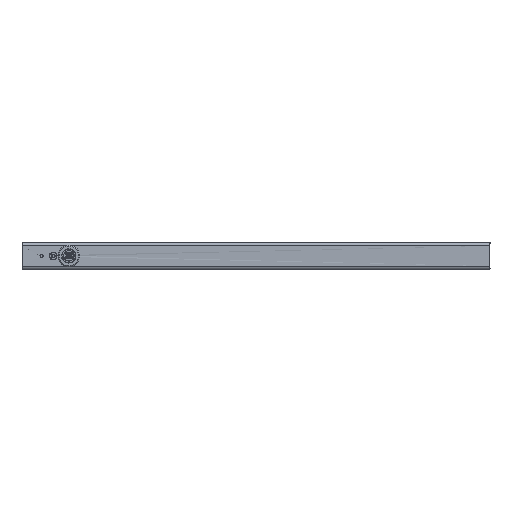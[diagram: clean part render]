
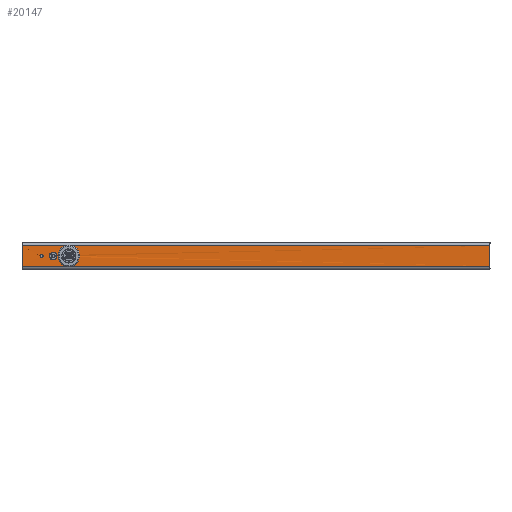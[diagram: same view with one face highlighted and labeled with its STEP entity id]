
A CAD part, top view. The second image highlights one B-rep face of the part: STEP entity #20147.
In plain terms, the highlighted planar face has unit normal (0, 0, 1).
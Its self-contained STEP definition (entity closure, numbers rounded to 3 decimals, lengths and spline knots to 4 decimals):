
#678=FACE_BOUND('',#4765,.T.);
#679=FACE_BOUND('',#4766,.T.);
#680=FACE_BOUND('',#4767,.T.);
#2067=PLANE('',#22290);
#3387=FACE_OUTER_BOUND('',#4764,.T.);
#4764=EDGE_LOOP('',(#17839,#17840,#17841,#17842));
#4765=EDGE_LOOP('',(#17843,#17844));
#4766=EDGE_LOOP('',(#17845,#17846));
#4767=EDGE_LOOP('',(#17847,#17848));
#6362=LINE('',#47854,#7963);
#6364=LINE('',#47859,#7965);
#6365=LINE('',#47864,#7966);
#6366=LINE('',#47866,#7967);
#7963=VECTOR('',#26771,1.);
#7965=VECTOR('',#26777,1.);
#7966=VECTOR('',#26784,1.);
#7967=VECTOR('',#26787,1.);
#8306=CIRCLE('',#22266,0.0079);
#8309=CIRCLE('',#22270,0.0079);
#8310=CIRCLE('',#22272,0.0365);
#8313=CIRCLE('',#22276,0.0365);
#8319=CIRCLE('',#22287,0.0106);
#8321=CIRCLE('',#22291,0.0106);
#9837=VERTEX_POINT('',#47835);
#9838=VERTEX_POINT('',#47836);
#9839=VERTEX_POINT('',#47843);
#9840=VERTEX_POINT('',#47844);
#9841=VERTEX_POINT('',#47851);
#9842=VERTEX_POINT('',#47853);
#9843=VERTEX_POINT('',#47858);
#9844=VERTEX_POINT('',#47862);
#9845=VERTEX_POINT('',#47869);
#9846=VERTEX_POINT('',#47870);
#12497=EDGE_CURVE('',#9837,#9838,#8306,.T.);
#12500=EDGE_CURVE('',#9838,#9837,#8309,.T.);
#12501=EDGE_CURVE('',#9839,#9840,#8310,.T.);
#12504=EDGE_CURVE('',#9840,#9839,#8313,.T.);
#12506=EDGE_CURVE('',#9842,#9841,#6362,.T.);
#12509=EDGE_CURVE('',#9843,#9842,#6364,.T.);
#12512=EDGE_CURVE('',#9843,#9844,#6365,.T.);
#12513=EDGE_CURVE('',#9841,#9844,#6366,.T.);
#12516=EDGE_CURVE('',#9846,#9845,#8319,.T.);
#12518=EDGE_CURVE('',#9845,#9846,#8321,.T.);
#17839=ORIENTED_EDGE('',*,*,#12513,.T.);
#17840=ORIENTED_EDGE('',*,*,#12512,.F.);
#17841=ORIENTED_EDGE('',*,*,#12509,.T.);
#17842=ORIENTED_EDGE('',*,*,#12506,.T.);
#17843=ORIENTED_EDGE('',*,*,#12504,.F.);
#17844=ORIENTED_EDGE('',*,*,#12501,.F.);
#17845=ORIENTED_EDGE('',*,*,#12516,.F.);
#17846=ORIENTED_EDGE('',*,*,#12518,.F.);
#17847=ORIENTED_EDGE('',*,*,#12500,.F.);
#17848=ORIENTED_EDGE('',*,*,#12497,.F.);
#20147=ADVANCED_FACE('',(#3387,#678,#679,#680),#2067,.T.);
#22266=AXIS2_PLACEMENT_3D('',#47837,#26745,#26746);
#22270=AXIS2_PLACEMENT_3D('',#47841,#26753,#26754);
#22272=AXIS2_PLACEMENT_3D('',#47845,#26757,#26758);
#22276=AXIS2_PLACEMENT_3D('',#47849,#26765,#26766);
#22287=AXIS2_PLACEMENT_3D('',#47872,#26793,#26794);
#22290=AXIS2_PLACEMENT_3D('',#47875,#26799,#26800);
#22291=AXIS2_PLACEMENT_3D('',#47876,#26801,#26802);
#26745=DIRECTION('center_axis',(0.,0.,
1.));
#26746=DIRECTION('ref_axis',(-1.,0.,0.));
#26753=DIRECTION('center_axis',(0.,0.,
1.));
#26754=DIRECTION('ref_axis',(-1.,0.,0.));
#26757=DIRECTION('center_axis',(0.,0.,
1.));
#26758=DIRECTION('ref_axis',(-1.,0.,0.));
#26765=DIRECTION('center_axis',(0.,0.,
1.));
#26766=DIRECTION('ref_axis',(-1.,0.,0.));
#26771=DIRECTION('',(1.,0.,0.));
#26777=DIRECTION('',(0.,-1.,0.));
#26784=DIRECTION('',(1.,0.,0.));
#26787=DIRECTION('',(0.,1.,0.));
#26793=DIRECTION('center_axis',(0.,0.,
1.));
#26794=DIRECTION('ref_axis',(-1.,0.,0.));
#26799=DIRECTION('center_axis',(0.,0.,
1.));
#26800=DIRECTION('ref_axis',(0.,1.,0.));
#26801=DIRECTION('center_axis',(0.,0.,
1.));
#26802=DIRECTION('ref_axis',(-1.,0.,0.));
#47835=CARTESIAN_POINT('',(-2.3877,-0.0001,0.0427));
#47836=CARTESIAN_POINT('',(-2.4035,-0.0001,0.0427));
#47837=CARTESIAN_POINT('Origin',(-2.3956,-0.0001,
0.0438));
#47841=CARTESIAN_POINT('Origin',(-2.3956,-0.0001,
0.0438));
#47843=CARTESIAN_POINT('',(-2.2132,-0.0001,0.0427));
#47844=CARTESIAN_POINT('',(-2.2863,-0.0001,0.0427));
#47845=CARTESIAN_POINT('Origin',(-2.2498,-0.0001,
0.0438));
#47849=CARTESIAN_POINT('Origin',(-2.2498,-0.0001,
0.0438));
#47851=CARTESIAN_POINT('',(0.,-0.0541,0.0438));
#47853=CARTESIAN_POINT('',(-2.4998,-0.0541,0.0438));
#47854=CARTESIAN_POINT('',(-2.4998,-0.0541,0.0438));
#47858=CARTESIAN_POINT('',(-2.4998,0.0538,0.0438));
#47859=CARTESIAN_POINT('',(-2.4998,0.0538,0.0438));
#47862=CARTESIAN_POINT('',(0.,0.0538,0.0438));
#47864=CARTESIAN_POINT('',(-2.4998,0.0538,0.0438));
#47866=CARTESIAN_POINT('',(0.,-0.0541,0.0438));
#47869=CARTESIAN_POINT('',(-2.3225,-0.0001,0.0427));
#47870=CARTESIAN_POINT('',(-2.3437,-0.0001,0.0427));
#47872=CARTESIAN_POINT('Origin',(-2.3331,-0.0001,
0.0438));
#47875=CARTESIAN_POINT('Origin',(-1.1664,-0.0541,
0.0438));
#47876=CARTESIAN_POINT('Origin',(-2.3331,-0.0001,
0.0438));
